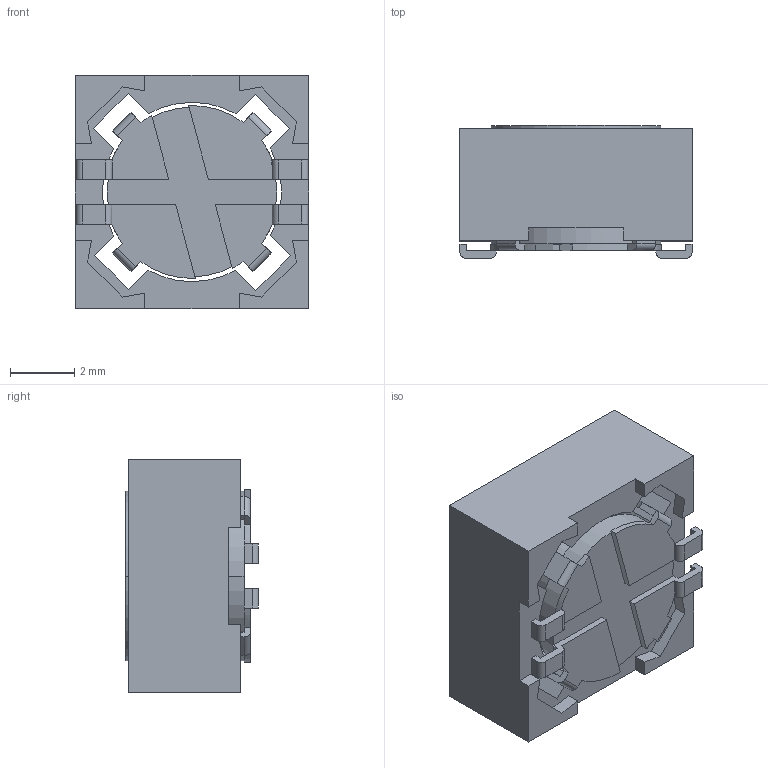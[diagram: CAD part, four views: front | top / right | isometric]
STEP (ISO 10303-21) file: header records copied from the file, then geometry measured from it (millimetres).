
FILE_DESCRIPTION (( 'STEP AP214' ), '1' );
FILE_NAME ('DRQ74-R.STEP', '2022-02-16T03:54:24', ( '' ), ( '' ), 'SwSTEP 2.0', 'SolidWorks 2020', '' );
FILE_SCHEMA (( 'AUTOMOTIVE_DESIGN' ));
Length unit declared in the file: millimetre
Products named in the file (1): DRQ74-R
Bounding box: 7.3 x 4.15 x 7.3 mm (x, y, z)
Surface area: 352 mm2 (no closed solid volume)
Topology: 0 solids, 8 shells, 137 faces, 405 edges, 276 vertices
Faces by surface type: plane 100, cylinder 37
Entity records: 6028 total; most frequent: CARTESIAN_POINT 843, DIRECTION 747, ORIENTED_EDGE 732, EDGE_CURVE 405, VECTOR 323, LINE 323, VERTEX_POINT 276, AXIS2_PLACEMENT_3D 212
